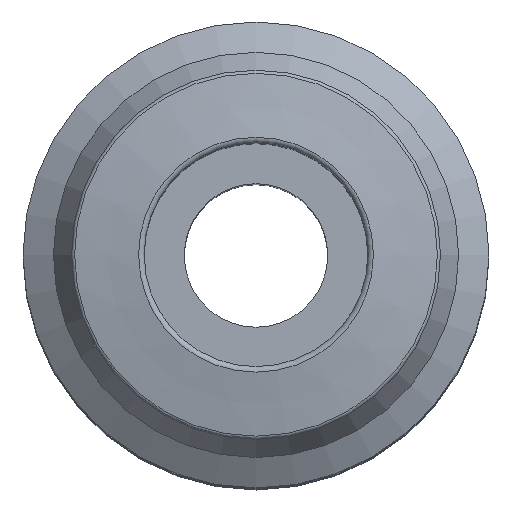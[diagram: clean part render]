
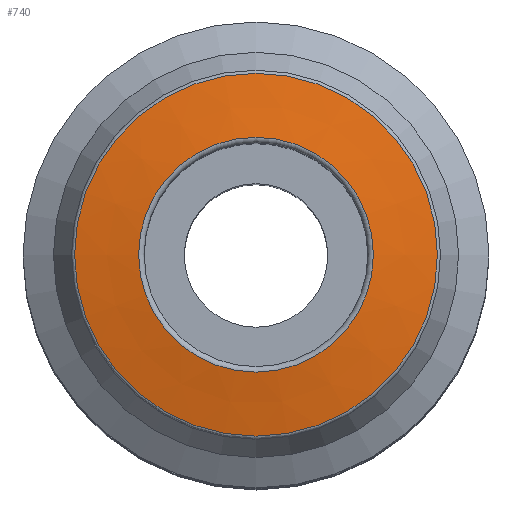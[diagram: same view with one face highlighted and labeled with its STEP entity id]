
A CAD part, top view. The second image highlights one B-rep face of the part: STEP entity #740.
In plain terms, the highlighted conical face has half-angle 80 degrees and reference radius 6.3 mm.
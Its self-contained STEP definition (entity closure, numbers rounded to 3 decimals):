
#52=ORIENTED_EDGE('',*,*,#136,.F.);
#53=ORIENTED_EDGE('',*,*,#137,.T.);
#136=EDGE_CURVE('',#178,#178,#220,.T.);
#137=EDGE_CURVE('',#179,#179,#221,.T.);
#178=VERTEX_POINT('',#1049);
#179=VERTEX_POINT('',#1051);
#220=CIRCLE('',#790,9.735);
#221=CIRCLE('',#791,6.3);
#262=EDGE_LOOP('',(#52));
#263=EDGE_LOOP('',(#53));
#346=FACE_BOUND('',#262,.T.);
#347=FACE_BOUND('',#263,.T.);
#430=CONICAL_SURFACE('',#789,6.3,1.396);
#740=ADVANCED_FACE('',(#346,#347),#430,.T.);
#789=AXIS2_PLACEMENT_3D('',#1047,#876,#877);
#790=AXIS2_PLACEMENT_3D('',#1048,#878,#879);
#791=AXIS2_PLACEMENT_3D('',#1050,#880,#881);
#876=DIRECTION('',(0.,0.,-1.));
#877=DIRECTION('',(-1.,0.,0.));
#878=DIRECTION('',(0.,0.,-1.));
#879=DIRECTION('',(-1.,0.,0.));
#880=DIRECTION('',(0.,0.,-1.));
#881=DIRECTION('',(-1.,0.,0.));
#1047=CARTESIAN_POINT('',(0.,0.,78.6));
#1048=CARTESIAN_POINT('',(0.,0.,77.994));
#1049=CARTESIAN_POINT('',(-9.735,0.,77.994));
#1050=CARTESIAN_POINT('',(0.,0.,78.6));
#1051=CARTESIAN_POINT('',(-6.3,0.,78.6));
